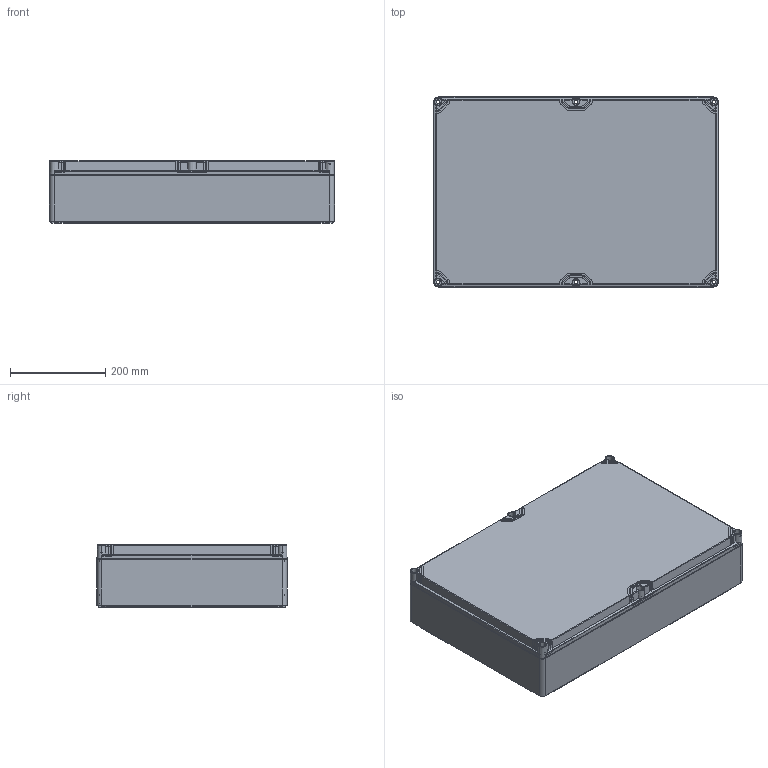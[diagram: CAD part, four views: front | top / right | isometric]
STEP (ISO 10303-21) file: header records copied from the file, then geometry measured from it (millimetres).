
FILE_DESCRIPTION(('CATIA V5R24 STEP','CAx-IF Rec.Pracs.--- Model Styling and Organization---1.2---2011-12-15'),'2;1');
FILE_NAME ('D1465083_0_9535820000_9535820000.stp','2018-08-27T12:30:52+00:00',('none'),('Weidmueller'),'CATIA Version 5-6 Release 2014 SP4 HF52','CATIA V5 STEP AP214','none');
FILE_SCHEMA(('AUTOMOTIVE_DESIGN { 1 0 10303 214 1 1 1 1 }'));
Products named in the file (1): FPC_40-60-13_trsp
Bounding box: 600 x 400 x 132 mm (x, y, z)
Volume: 3070735.8 mm3; surface area: 1664878.4 mm2
Topology: 2 solids, 2 shells, 2733 faces, 6948 edges, 4430 vertices
Faces by surface type: plane 1291, cylinder 908, cone 352, torus 138, extrusion 28, bspline 16
Entity records: 83179 total; most frequent: CARTESIAN_POINT 20720, ORIENTED_EDGE 13890, DIRECTION 10706, EDGE_CURVE 6945, AXIS2_PLACEMENT_3D 4486, VERTEX_POINT 4430, VECTOR 4002, LINE 3974
